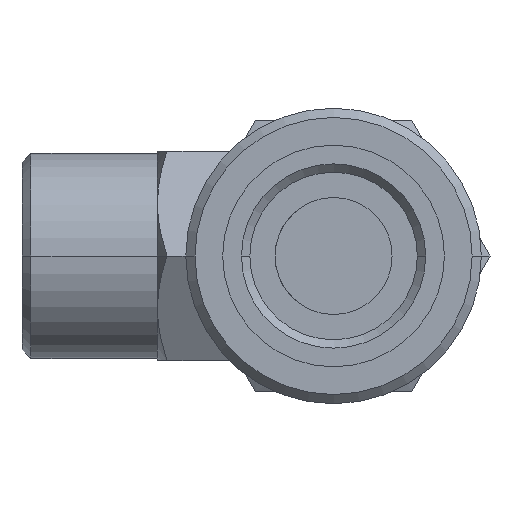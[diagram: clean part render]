
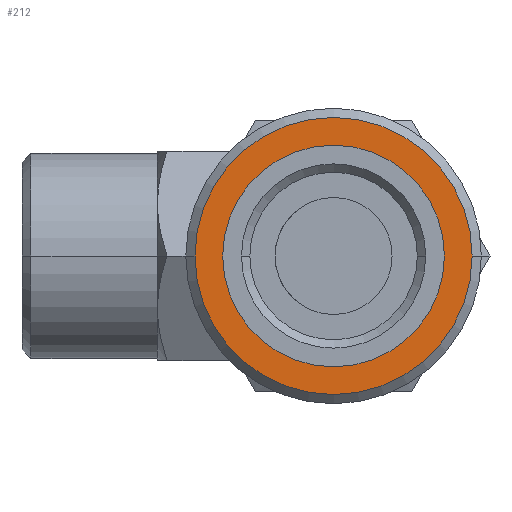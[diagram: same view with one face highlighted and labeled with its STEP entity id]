
A CAD part, front view. The second image highlights one B-rep face of the part: STEP entity #212.
In plain terms, the highlighted planar face has unit normal (0, -1, 0).
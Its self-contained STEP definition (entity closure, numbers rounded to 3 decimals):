
#212=ADVANCED_FACE('',(#456,#457),#458,.T.);
#456=FACE_BOUND('',#729,.T.);
#457=FACE_OUTER_BOUND('',#730,.T.);
#458=PLANE('',#731);
#729=EDGE_LOOP('',(#1277,#1278));
#730=EDGE_LOOP('',(#1279,#1280));
#731=AXIS2_PLACEMENT_3D('',#1281,#1282,#1283);
#1277=ORIENTED_EDGE('',*,*,#1795,.T.);
#1278=ORIENTED_EDGE('',*,*,#1785,.T.);
#1279=ORIENTED_EDGE('',*,*,#1726,.F.);
#1280=ORIENTED_EDGE('',*,*,#1796,.F.);
#1281=CARTESIAN_POINT('',(5.625,0.1,0.0));
#1282=DIRECTION('',(-0.0,-1.0,-0.0));
#1283=DIRECTION('',(-1.0,0.0,0.0));
#1726=EDGE_CURVE('',#2097,#2099,#2100,.T.);
#1785=EDGE_CURVE('',#2172,#2174,#2176,.T.);
#1795=EDGE_CURVE('',#2174,#2172,#2189,.T.);
#1796=EDGE_CURVE('',#2099,#2097,#2190,.T.);
#2097=VERTEX_POINT('',#2822);
#2099=VERTEX_POINT('',#2825);
#2100=CIRCLE('',#2826,11.25);
#2172=VERTEX_POINT('',#3033);
#2174=VERTEX_POINT('',#3036);
#2176=CIRCLE('',#3039,9.0);
#2189=CIRCLE('',#3063,9.0);
#2190=CIRCLE('',#3064,11.25);
#2822=CARTESIAN_POINT('',(11.25,0.1,0.0));
#2825=CARTESIAN_POINT('',(-11.25,0.1,0.));
#2826=AXIS2_PLACEMENT_3D('',#3416,#3417,#3418);
#3033=CARTESIAN_POINT('',(9.0,0.1,0.));
#3036=CARTESIAN_POINT('',(-9.0,0.1,0.));
#3039=AXIS2_PLACEMENT_3D('',#3476,#3477,#3478);
#3063=AXIS2_PLACEMENT_3D('',#3491,#3492,#3493);
#3064=AXIS2_PLACEMENT_3D('',#3494,#3495,#3496);
#3416=CARTESIAN_POINT('',(0.0,0.1,0.0));
#3417=DIRECTION('',(-0.0,1.0,0.0));
#3418=DIRECTION('',(1.0,0.0,0.0));
#3476=CARTESIAN_POINT('',(0.0,0.1,0.0));
#3477=DIRECTION('',(-0.0,1.0,0.0));
#3478=DIRECTION('',(1.0,0.0,0.0));
#3491=CARTESIAN_POINT('',(0.0,0.1,0.0));
#3492=DIRECTION('',(-0.0,1.0,0.0));
#3493=DIRECTION('',(1.0,0.0,0.0));
#3494=CARTESIAN_POINT('',(0.0,0.1,0.0));
#3495=DIRECTION('',(-0.0,1.0,0.0));
#3496=DIRECTION('',(1.0,0.0,0.0));
